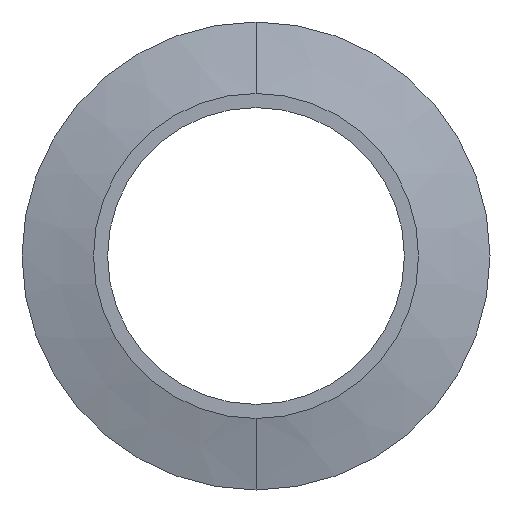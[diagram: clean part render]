
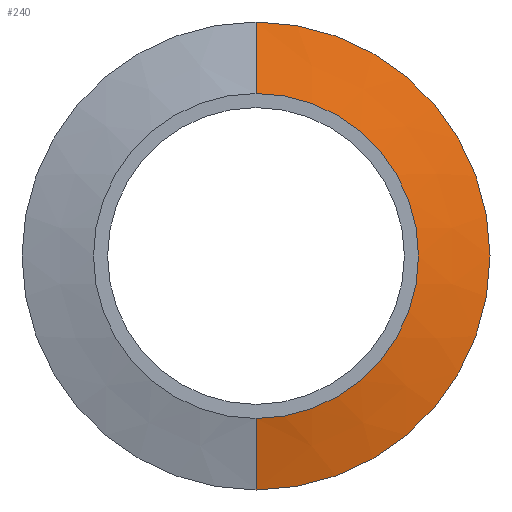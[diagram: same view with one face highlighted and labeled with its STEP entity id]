
A CAD part, front view. The second image highlights one B-rep face of the part: STEP entity #240.
In plain terms, the highlighted conical face has half-angle 75 degrees and reference radius 19.05 mm.
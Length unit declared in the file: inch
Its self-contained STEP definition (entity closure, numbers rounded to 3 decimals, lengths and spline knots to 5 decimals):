
#7 = CARTESIAN_POINT ( 'NONE',  ( 0., -0.20842, 0. ) ) ;
#14 = CARTESIAN_POINT ( 'NONE',  ( 0., -0.20842, 0.75 ) ) ;
#41 = DIRECTION ( 'NONE',  ( 0., 0.259, -0.966 ) ) ;
#56 = ORIENTED_EDGE ( 'NONE', *, *, #300, .F. ) ;
#69 = LINE ( 'NONE', #14, #100 ) ;
#76 = ORIENTED_EDGE ( 'NONE', *, *, #86, .F. ) ;
#81 = CARTESIAN_POINT ( 'NONE',  ( 0., -0.20842, -0.75 ) ) ;
#86 = EDGE_CURVE ( 'NONE', #250, #168, #397, .T. ) ;
#100 = VECTOR ( 'NONE', #252, 39.37008 ) ;
#106 = CARTESIAN_POINT ( 'NONE',  ( 0., -0.20842, 0.75 ) ) ;
#131 = EDGE_LOOP ( 'NONE', ( #154, #222, #76, #56 ) ) ;
#139 = CARTESIAN_POINT ( 'NONE',  ( 0., -0.20842, 0. ) ) ;
#154 = ORIENTED_EDGE ( 'NONE', *, *, #278, .T. ) ;
#155 = CARTESIAN_POINT ( 'NONE',  ( 0., -0.12, 0. ) ) ;
#156 = CARTESIAN_POINT ( 'NONE',  ( 0., -0.12, -1.08 ) ) ;
#163 = EDGE_CURVE ( 'NONE', #354, #168, #341, .T. ) ;
#168 = VERTEX_POINT ( 'NONE', #156 ) ;
#175 = CARTESIAN_POINT ( 'NONE',  ( 0., -0.20842, -0.75 ) ) ;
#188 = DIRECTION ( 'NONE',  ( 0., 0., 1. ) ) ;
#198 = DIRECTION ( 'NONE',  ( 0., 1., 0. ) ) ;
#214 = AXIS2_PLACEMENT_3D ( 'NONE', #7, #198, #318 ) ;
#222 = ORIENTED_EDGE ( 'NONE', *, *, #163, .T. ) ;
#229 = AXIS2_PLACEMENT_3D ( 'NONE', #155, #367, #188 ) ;
#237 = CIRCLE ( 'NONE', #242, 0.75 ) ;
#240 = ADVANCED_FACE ( 'NONE', ( #311 ), #259, .T. ) ;
#242 = AXIS2_PLACEMENT_3D ( 'NONE', #139, #316, #342 ) ;
#250 = VERTEX_POINT ( 'NONE', #277 ) ;
#252 = DIRECTION ( 'NONE',  ( 0., 0.259, 0.966 ) ) ;
#259 = CONICAL_SURFACE ( 'NONE', #214, 0.75, 1.309 ) ;
#266 = VERTEX_POINT ( 'NONE', #106 ) ;
#272 = VECTOR ( 'NONE', #41, 39.37008 ) ;
#277 = CARTESIAN_POINT ( 'NONE',  ( 0., -0.12, 1.08 ) ) ;
#278 = EDGE_CURVE ( 'NONE', #266, #354, #237, .T. ) ;
#300 = EDGE_CURVE ( 'NONE', #266, #250, #69, .T. ) ;
#311 = FACE_OUTER_BOUND ( 'NONE', #131, .T. ) ;
#316 = DIRECTION ( 'NONE',  ( 0., 1., 0. ) ) ;
#318 = DIRECTION ( 'NONE',  ( 0., 0., 1. ) ) ;
#341 = LINE ( 'NONE', #175, #272 ) ;
#342 = DIRECTION ( 'NONE',  ( 0., 0., 1. ) ) ;
#354 = VERTEX_POINT ( 'NONE', #81 ) ;
#367 = DIRECTION ( 'NONE',  ( 0., 1., 0. ) ) ;
#397 = CIRCLE ( 'NONE', #229, 1.08 ) ;
